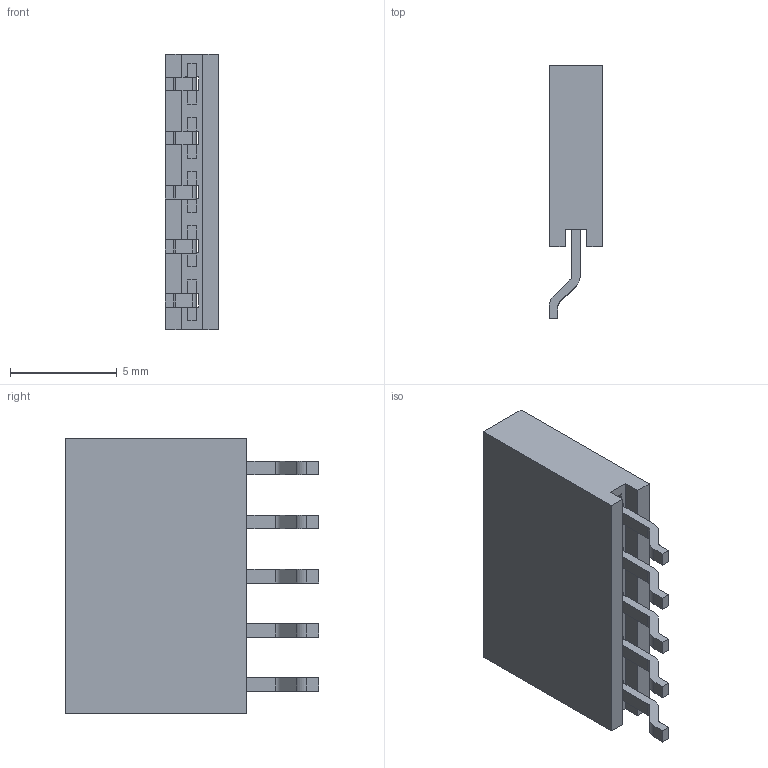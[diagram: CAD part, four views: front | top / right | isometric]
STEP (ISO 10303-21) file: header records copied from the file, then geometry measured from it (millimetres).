
FILE_DESCRIPTION(/* description */ (''),/* implementation_level */ '2;1');
FILE_NAME(/* name */ 'M20-7910542_asm.stp.iam.stp',/* time_stamp */ '2023-05-24T08:21:00+02:00',/* author */ ('mraoul'),/* organization */ (''),/* preprocessor_version */ 'ST-DEVELOPER v19.2',/* originating_system */ 'Autodesk Inventor 2024',/* authorisation */ '');
FILE_SCHEMA (('AUTOMOTIVE_DESIGN { 1 0 10303 214 3 1 1 }'));
Length unit declared in the file: millimetre
Products named in the file (4): M20-7910542_asm.stp; M20-7910542_ASM; M20-79105_MOULD; M20-79X_CONTACT
Assembly tree (7 placements, depth 3):
  M20-7910542_asm.stp
    M20-7910542_ASM
      M20-79105_MOULD
      M20-79X_CONTACT  x5
Bounding box: 2.5 x 11.9 x 12.95 mm (x, y, z)
Volume: 250.8 mm3; surface area: 701.6 mm2
Topology: 6 solids, 6 shells, 235 faces, 634 edges, 416 vertices
Faces by surface type: plane 190, cylinder 45
Entity records: 3879 total; most frequent: CARTESIAN_POINT 660, ORIENTED_EDGE 644, DIRECTION 600, EDGE_CURVE 322, LINE 304, VECTOR 304, VERTEX_POINT 208, AXIS2_PLACEMENT_3D 148
